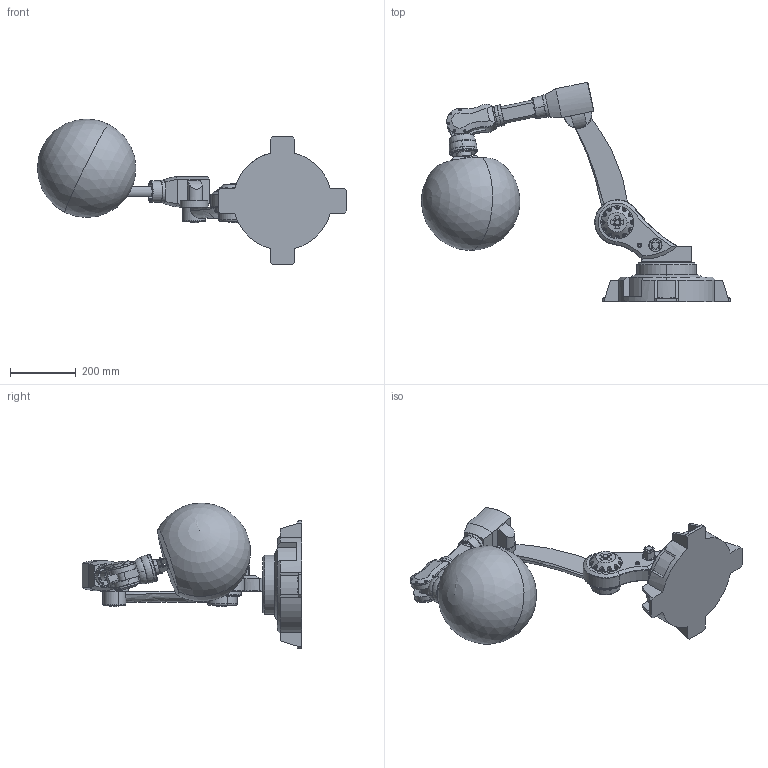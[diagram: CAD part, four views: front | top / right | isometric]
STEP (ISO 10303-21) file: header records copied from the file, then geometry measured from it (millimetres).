
FILE_DESCRIPTION (( 'STEP AP203' ), '1' );
FILE_NAME ('Final Assembly.STEP', '2018-03-06T15:38:12', ( '' ), ( '' ), 'SwSTEP 2.0', 'SolidWorks 2016', '' );
FILE_SCHEMA (( 'CONFIG_CONTROL_DESIGN' ));
Length unit declared in the file: millimetre
Products named in the file (10): Part5; Part3; Part11; Part2; Final Assembly; Part9; Part6; Part4; Part7; Part1
Assembly tree (10 placements, depth 2):
  Final Assembly
    Part1
    Part2
    Part3
    Part4
    Part5
    Part6
    Part7
    Part9  x2
    Part11
Bounding box: 941.91 x 668.81 x 444.44 mm (x, y, z)
Volume: 24946974.3 mm3; surface area: 1037027.9 mm2
Topology: 11 solids, 11 shells, 956 faces, 2178 edges, 1402 vertices
Faces by surface type: cylinder 469, plane 417, torus 32, cone 21, bspline 15, sphere 2
Entity records: 30746 total; most frequent: CARTESIAN_POINT 7761, DIRECTION 4899, ORIENTED_EDGE 4290, EDGE_CURVE 2145, AXIS2_PLACEMENT_3D 1961, VERTEX_POINT 1383, EDGE_LOOP 1110, CIRCLE 1021
